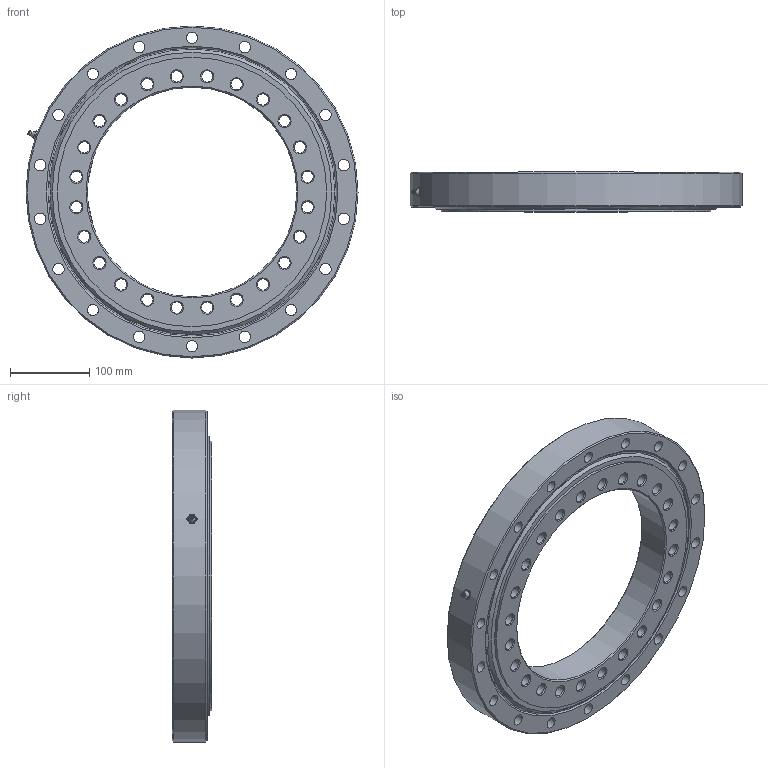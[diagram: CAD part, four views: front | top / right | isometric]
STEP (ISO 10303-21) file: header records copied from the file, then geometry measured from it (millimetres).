
FILE_DESCRIPTION(/* description */ (''),/* implementation_level */ '2;1');
FILE_NAME(/* name */ '30P.0342.20.002_Rev-.stp',/* time_stamp */ '2025-06-05T17:09:18-04:00',/* author */ ('richard.potesta'),/* organization */ (''),/* preprocessor_version */ 'ST-DEVELOPER v20.1',/* originating_system */ 'Autodesk Inventor 2026',/* authorisation */ '');
FILE_SCHEMA (('AUTOMOTIVE_DESIGN { 1 0 10303 214 3 1 1 }'));
Length unit declared in the file: inch
Products named in the file (3): 30P.0342.20.002; 30P.0342.20.002_1; 1_8 NPT Fitting
Assembly tree (2 placements, depth 2):
  30P.0342.20.002
    30P.0342.20.002_1
    1_8 NPT Fitting
Bounding box: 419.99 x 49.99 x 419.99 mm (x, y, z)
Volume: 3240026.2 mm3; surface area: 612211.5 mm2
Topology: 6 solids, 6 shells, 292 faces, 780 edges, 505 vertices
Faces by surface type: torus 79, cone 62, cylinder 62, sphere 56, plane 30, bspline 3
Full cylindrical faces by diameter (mm): 2.536 x2, 14.275 x42, 22.225 x1, 22.276 x1, 264.998 x1, 327 x1, 327.025 x1, 339.952 x1, 341 x2, 343 x2, 344.048 x1, 356.975 x1, 357 x1, 419.989 x1
Entity records: 17505 total; most frequent: CARTESIAN_POINT 10015, ORIENTED_EDGE 1560, DIRECTION 1439, EDGE_CURVE 780, AXIS2_PLACEMENT_3D 650, VERTEX_POINT 505, EDGE_LOOP 395, CIRCLE 352
